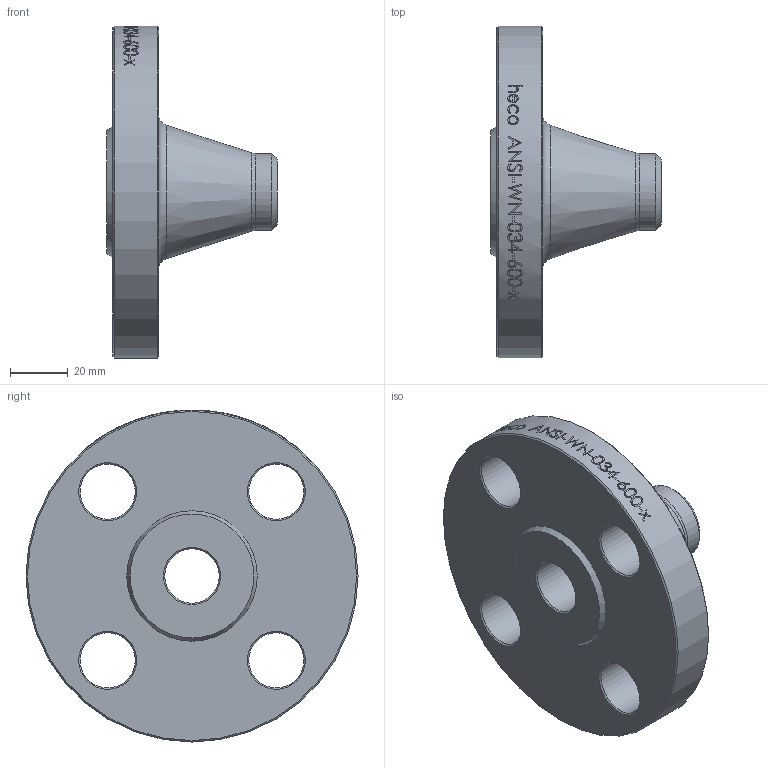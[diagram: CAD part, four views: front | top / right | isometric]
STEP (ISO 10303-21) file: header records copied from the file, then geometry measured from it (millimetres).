
FILE_DESCRIPTION (( 'STEP AP214' ), '1' );
FILE_NAME ('ANSI-WN-034-600-x Vorschweissflansch ASME B16.5 Class600 2102.STEP', '2021-02-11T10:57:42', ( '' ), ( '' ), 'SwSTEP 2.0', 'SolidWorks 2019', '' );
FILE_SCHEMA (( 'AUTOMOTIVE_DESIGN' ));
Length unit declared in the file: millimetre
Products named in the file (1): ANSI-WN-034-600-x Vorschweissflansch ASME B16.5 Class600 2102
Bounding box: 59 x 115 x 115 mm (x, y, z)
Volume: 174820.3 mm3; surface area: 34044.4 mm2
Topology: 1 solids, 1 shells, 56 faces, 273 edges, 249 vertices
Faces by surface type: cylinder 36, cone 14, plane 4, torus 2
Full cylindrical faces by diameter (mm): 18.88 x1, 19.1 x4, 26.7 x1, 115 x1
Entity records: 6426 total; most frequent: CARTESIAN_POINT 4143, ORIENTED_EDGE 482, DIRECTION 295, EDGE_CURVE 241, VERTEX_POINT 241, B_SPLINE_CURVE_WITH_KNOTS 136, AXIS2_PLACEMENT_3D 133, EDGE_LOOP 120
